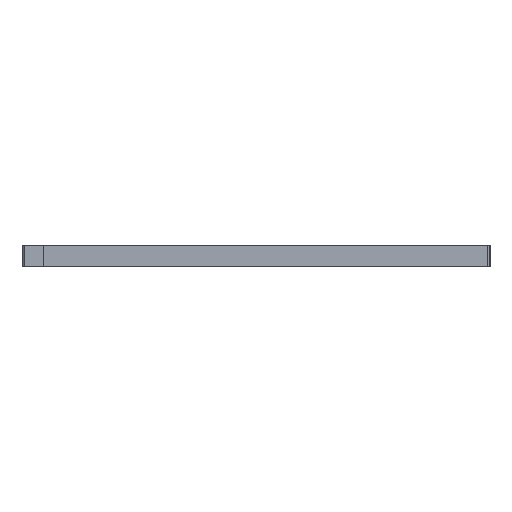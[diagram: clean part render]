
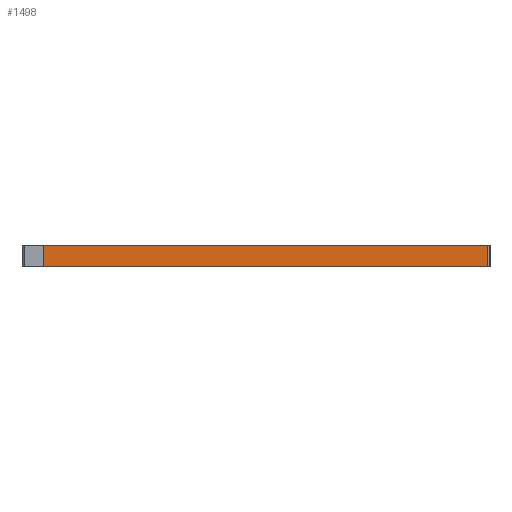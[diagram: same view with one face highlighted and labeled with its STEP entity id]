
A CAD part, left-side view. The second image highlights one B-rep face of the part: STEP entity #1498.
In plain terms, the highlighted planar face has unit normal (-1, 0, 0).
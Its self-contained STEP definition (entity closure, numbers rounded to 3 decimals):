
#45 = DIRECTION ( 'NONE',  ( 0., 0., 1. ) ) ;
#67 = DIRECTION ( 'NONE',  ( -1., 0., 0. ) ) ;
#240 = EDGE_CURVE ( 'NONE', #2546, #3991, #4000, .T. ) ;
#269 = EDGE_CURVE ( 'NONE', #3237, #3991, #2966, .T. ) ;
#382 = CARTESIAN_POINT ( 'NONE',  ( 0., 0., -10. ) ) ;
#439 = EDGE_LOOP ( 'NONE', ( #3196, #3153, #1882, #4231 ) ) ;
#704 = DIRECTION ( 'NONE',  ( 0., -1., 0. ) ) ;
#1079 = PLANE ( 'NONE',  #3082 ) ;
#1116 = VERTEX_POINT ( 'NONE', #4229 ) ;
#1241 = CARTESIAN_POINT ( 'NONE',  ( 0., 200., 0. ) ) ;
#1354 = CARTESIAN_POINT ( 'NONE',  ( 0., 0., -10. ) ) ;
#1371 = CARTESIAN_POINT ( 'NONE',  ( 0., -9., 0. ) ) ;
#1440 = CARTESIAN_POINT ( 'NONE',  ( 0., -9., -10. ) ) ;
#1448 = VECTOR ( 'NONE', #3036, 1000. ) ;
#1451 = LINE ( 'NONE', #1354, #4154 ) ;
#1498 = ADVANCED_FACE ( 'NONE', ( #3533 ), #1079, .T. ) ;
#1502 = EDGE_CURVE ( 'NONE', #1116, #3237, #1451, .T. ) ;
#1721 = CARTESIAN_POINT ( 'NONE',  ( 0., 0., 0. ) ) ;
#1882 = ORIENTED_EDGE ( 'NONE', *, *, #1502, .T. ) ;
#1938 = CARTESIAN_POINT ( 'NONE',  ( 0., 200., -10. ) ) ;
#2028 = LINE ( 'NONE', #1938, #3564 ) ;
#2064 = DIRECTION ( 'NONE',  ( 0., -1., 0. ) ) ;
#2406 = VECTOR ( 'NONE', #2064, 1000. ) ;
#2546 = VERTEX_POINT ( 'NONE', #1241 ) ;
#2617 = CARTESIAN_POINT ( 'NONE',  ( 0., -9., 0. ) ) ;
#2944 = EDGE_CURVE ( 'NONE', #1116, #2546, #2028, .T. ) ;
#2966 = LINE ( 'NONE', #1371, #1448 ) ;
#3036 = DIRECTION ( 'NONE',  ( 0., 0., 1. ) ) ;
#3082 = AXIS2_PLACEMENT_3D ( 'NONE', #382, #67, #45 ) ;
#3153 = ORIENTED_EDGE ( 'NONE', *, *, #2944, .F. ) ;
#3196 = ORIENTED_EDGE ( 'NONE', *, *, #240, .F. ) ;
#3224 = DIRECTION ( 'NONE',  ( 0., 0., 1. ) ) ;
#3237 = VERTEX_POINT ( 'NONE', #1440 ) ;
#3533 = FACE_OUTER_BOUND ( 'NONE', #439, .T. ) ;
#3564 = VECTOR ( 'NONE', #3224, 1000. ) ;
#3991 = VERTEX_POINT ( 'NONE', #2617 ) ;
#4000 = LINE ( 'NONE', #1721, #2406 ) ;
#4154 = VECTOR ( 'NONE', #704, 1000. ) ;
#4229 = CARTESIAN_POINT ( 'NONE',  ( 0., 200., -10. ) ) ;
#4231 = ORIENTED_EDGE ( 'NONE', *, *, #269, .T. ) ;
